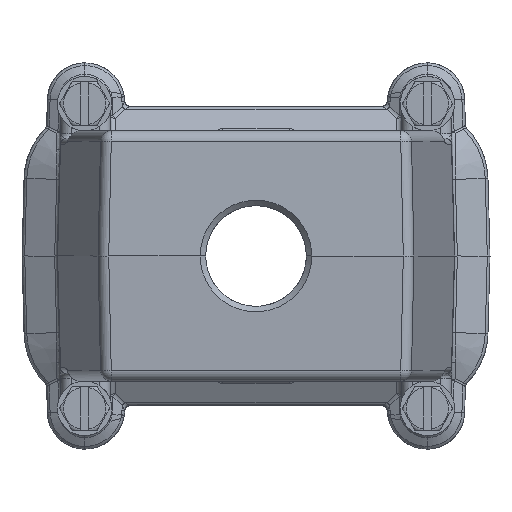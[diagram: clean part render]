
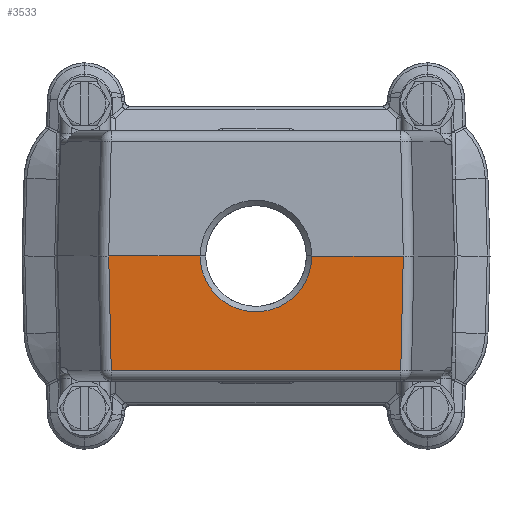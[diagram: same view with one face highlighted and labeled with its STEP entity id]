
A CAD part, front view. The second image highlights one B-rep face of the part: STEP entity #3533.
In plain terms, the highlighted planar face has unit normal (0, -1, -0.026).
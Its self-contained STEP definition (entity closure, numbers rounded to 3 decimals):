
#2772=B_SPLINE_CURVE_WITH_KNOTS('',3,(#26304,#26305,#26306,#26307,#26308,
#26309,#26310,#26311,#26312,#26313,#26314,#26315,#26316,#26317,#26318,#26319,
#26320,#26321,#26322,#26323,#26324,#26325),.UNSPECIFIED.,.F.,.F.,(4,2,2,
2,2,2,2,2,2,2,4),(0.,0.125,0.25,0.375,0.5,0.563,
0.625,0.688,0.75,0.875,1.),
 .UNSPECIFIED.);
#3533=ADVANCED_FACE('',(#4772),#4266,.T.);
#4266=PLANE('',#16772);
#4772=FACE_OUTER_BOUND('',#5694,.T.);
#5694=EDGE_LOOP('',(#7750,#7751,#7752,#7753,#7754,#7755));
#7750=ORIENTED_EDGE('',*,*,#13094,.F.);
#7751=ORIENTED_EDGE('',*,*,#13095,.T.);
#7752=ORIENTED_EDGE('',*,*,#13096,.F.);
#7753=ORIENTED_EDGE('',*,*,#13097,.T.);
#7754=ORIENTED_EDGE('',*,*,#13084,.F.);
#7755=ORIENTED_EDGE('',*,*,#13093,.T.);
#11495=VERTEX_POINT('',#26276);
#11496=VERTEX_POINT('',#26281);
#11500=VERTEX_POINT('',#26294);
#11502=VERTEX_POINT('',#26303);
#11503=VERTEX_POINT('',#26326);
#11504=VERTEX_POINT('',#26328);
#13084=EDGE_CURVE('',#11496,#11495,#14800,.T.);
#13093=EDGE_CURVE('',#11496,#11500,#14804,.T.);
#13094=EDGE_CURVE('',#11502,#11500,#14805,.T.);
#13095=EDGE_CURVE('',#11502,#11503,#2772,.T.);
#13096=EDGE_CURVE('',#11504,#11503,#14806,.T.);
#13097=EDGE_CURVE('',#11504,#11495,#14807,.T.);
#14800=LINE('',#26282,#15702);
#14804=LINE('',#26300,#15706);
#14805=LINE('',#26302,#15707);
#14806=LINE('',#26327,#15708);
#14807=LINE('',#26329,#15709);
#15702=VECTOR('',#18729,1.);
#15706=VECTOR('',#18751,1.);
#15707=VECTOR('',#18754,1.);
#15708=VECTOR('',#18755,1.);
#15709=VECTOR('',#18756,1.);
#16772=AXIS2_PLACEMENT_3D('',#26330,#18757,#18758);
#18729=DIRECTION('',(-1.,0.,0.));
#18751=DIRECTION('',(0.022,-0.026,0.999));
#18754=DIRECTION('',(1.,0.,0.));
#18755=DIRECTION('',(1.,0.,0.));
#18756=DIRECTION('',(0.022,0.026,-0.999));
#18757=DIRECTION('',(0.,-1.,-0.026));
#18758=DIRECTION('',(0.,-0.026,1.));
#26276=CARTESIAN_POINT('',(-118.144,-33.454,-21.052));
#26281=CARTESIAN_POINT('',(-64.941,-33.454,-21.052));
#26282=CARTESIAN_POINT('',(-91.542,-33.454,-21.052));
#26294=CARTESIAN_POINT('',(-64.478,-34.005,0.));
#26300=CARTESIAN_POINT('',(-64.72,-33.717,-10.993));
#26302=CARTESIAN_POINT('',(-118.606,-34.005,0.));
#26303=CARTESIAN_POINT('',(-81.292,-34.005,0.));
#26304=CARTESIAN_POINT('',(-81.292,-34.005,0.));
#26305=CARTESIAN_POINT('',(-81.292,-33.971,-1.296));
#26306=CARTESIAN_POINT('',(-81.552,-33.935,-2.659));
#26307=CARTESIAN_POINT('',(-82.575,-33.87,-5.144));
#26308=CARTESIAN_POINT('',(-83.335,-33.84,-6.285));
#26309=CARTESIAN_POINT('',(-85.233,-33.791,-8.189));
#26310=CARTESIAN_POINT('',(-86.37,-33.771,-8.951));
#26311=CARTESIAN_POINT('',(-88.855,-33.744,-9.982));
#26312=CARTESIAN_POINT('',(-90.197,-33.737,-10.25));
#26313=CARTESIAN_POINT('',(-92.214,-33.737,-10.25));
#26314=CARTESIAN_POINT('',(-92.886,-33.738,-10.183));
#26315=CARTESIAN_POINT('',(-94.204,-33.745,-9.921));
#26316=CARTESIAN_POINT('',(-94.862,-33.75,-9.72));
#26317=CARTESIAN_POINT('',(-96.085,-33.764,-9.212));
#26318=CARTESIAN_POINT('',(-96.687,-33.772,-8.891));
#26319=CARTESIAN_POINT('',(-97.804,-33.792,-8.143));
#26320=CARTESIAN_POINT('',(-98.325,-33.803,-7.714));
#26321=CARTESIAN_POINT('',(-99.75,-33.84,-6.285));
#26322=CARTESIAN_POINT('',(-100.508,-33.87,-5.146));
#26323=CARTESIAN_POINT('',(-101.532,-33.935,-2.661));
#26324=CARTESIAN_POINT('',(-101.792,-33.971,-1.295));
#26325=CARTESIAN_POINT('',(-101.792,-34.005,0.));
#26326=CARTESIAN_POINT('',(-101.792,-34.005,0.));
#26327=CARTESIAN_POINT('',(-118.606,-34.005,0.));
#26328=CARTESIAN_POINT('',(-118.606,-34.005,0.));
#26329=CARTESIAN_POINT('',(-118.362,-33.714,-11.115));
#26330=CARTESIAN_POINT('',(-91.542,-33.729,-10.526));
